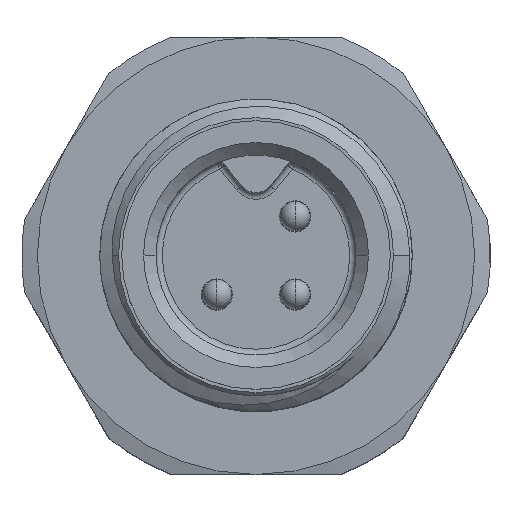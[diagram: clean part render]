
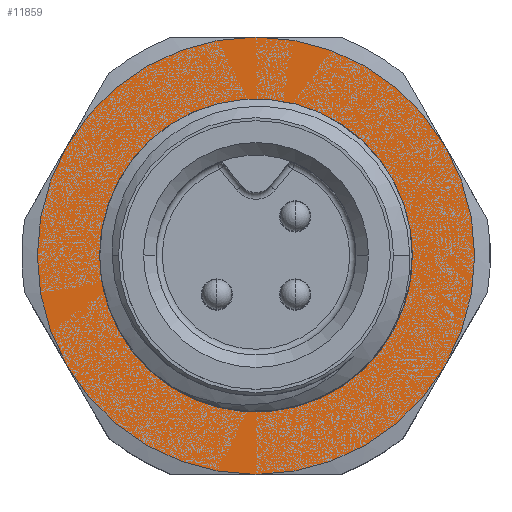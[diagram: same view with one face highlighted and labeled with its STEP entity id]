
A CAD part, top view. The second image highlights one B-rep face of the part: STEP entity #11859.
In plain terms, the highlighted planar face has unit normal (0, 0, 1).
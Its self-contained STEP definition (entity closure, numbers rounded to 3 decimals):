
#11311=CARTESIAN_POINT('',(0.401,2.193,-6.));
#11312=CARTESIAN_POINT('',(0.357,2.204,-6.));
#11313=CARTESIAN_POINT('',(0.269,2.223,-6.));
#11314=CARTESIAN_POINT('',(0.135,2.244,-6.));
#11315=CARTESIAN_POINT('',(0.045,2.252,-6.));
#11316=CARTESIAN_POINT('',(0.,2.255,-6.));
#11318=DIRECTION('',(0.,-1.,0.));
#11319=VECTOR('',#11318,0.025);
#11320=CARTESIAN_POINT('',(0.,2.255,-6.));
#11321=LINE('',#11320,#11319);
#11322=CARTESIAN_POINT('',(0.,0.,-6.));
#11323=DIRECTION('',(0.,0.,1.));
#11324=DIRECTION('',(0.,1.,0.));
#11325=AXIS2_PLACEMENT_3D('',#11322,#11323,#11324);
#11327=CARTESIAN_POINT('',(0.,0.,-6.));
#11328=DIRECTION('',(0.,0.,1.));
#11329=DIRECTION('',(0.,-1.,0.));
#11330=AXIS2_PLACEMENT_3D('',#11327,#11328,#11329);
#11332=CARTESIAN_POINT('',(0.,0.,-6.));
#11333=DIRECTION('',(0.,0.,1.));
#11334=DIRECTION('',(0.,1.,0.));
#11335=AXIS2_PLACEMENT_3D('',#11332,#11333,#11334);
#11337=CARTESIAN_POINT('',(0.,0.,-6.));
#11338=DIRECTION('',(0.,0.,1.));
#11339=DIRECTION('',(0.866,0.5,0.));
#11340=AXIS2_PLACEMENT_3D('',#11337,#11338,#11339);
#11342=CARTESIAN_POINT('',(0.,0.,-6.));
#11343=DIRECTION('',(0.,0.,1.));
#11344=DIRECTION('',(0.866,-0.5,0.));
#11345=AXIS2_PLACEMENT_3D('',#11342,#11343,#11344);
#11347=CARTESIAN_POINT('',(0.,0.,-6.));
#11348=DIRECTION('',(0.,0.,1.));
#11349=DIRECTION('',(0.,-1.,0.));
#11350=AXIS2_PLACEMENT_3D('',#11347,#11348,#11349);
#11352=CARTESIAN_POINT('',(0.,0.,-6.));
#11353=DIRECTION('',(0.,0.,1.));
#11354=DIRECTION('',(-0.866,-0.5,0.));
#11355=AXIS2_PLACEMENT_3D('',#11352,#11353,#11354);
#11357=CARTESIAN_POINT('',(0.,0.,-6.));
#11358=DIRECTION('',(0.,0.,1.));
#11359=DIRECTION('',(-0.866,0.5,0.));
#11360=AXIS2_PLACEMENT_3D('',#11357,#11358,#11359);
#11494=VERTEX_POINT('',#11316);
#11495=VERTEX_POINT('',#11311);
#11496=CARTESIAN_POINT('',(0.,2.23,-6.));
#11497=VERTEX_POINT('',#11496);
#11498=CARTESIAN_POINT('',(0.,3.5,-6.));
#11499=CARTESIAN_POINT('',(-3.031,1.75,-6.));
#11500=VERTEX_POINT('',#11498);
#11501=VERTEX_POINT('',#11499);
#11502=CARTESIAN_POINT('',(-3.031,-1.75,-6.));
#11503=VERTEX_POINT('',#11502);
#11504=CARTESIAN_POINT('',(0.,-3.5,-6.));
#11505=VERTEX_POINT('',#11504);
#11506=CARTESIAN_POINT('',(3.031,-1.75,-6.));
#11507=VERTEX_POINT('',#11506);
#11508=CARTESIAN_POINT('',(3.031,1.75,-6.));
#11509=VERTEX_POINT('',#11508);
#11558=CARTESIAN_POINT('',(0.,-2.23,-6.));
#11559=VERTEX_POINT('',#11558);
#11836=CARTESIAN_POINT('',(0.,0.,-6.));
#11837=DIRECTION('',(0.,0.,1.));
#11838=DIRECTION('',(0.,1.,0.));
#11839=AXIS2_PLACEMENT_3D('',#11836,#11837,#11838);
#11840=PLANE('',#11839);
#11841=ORIENTED_EDGE('',*,*,#11773,.F.);
#11842=ORIENTED_EDGE('',*,*,#11739,.F.);
#11843=ORIENTED_EDGE('',*,*,#11705,.F.);
#11844=ORIENTED_EDGE('',*,*,#11671,.F.);
#11845=ORIENTED_EDGE('',*,*,#11638,.F.);
#11846=ORIENTED_EDGE('',*,*,#11831,.F.);
#11847=EDGE_LOOP('',(#11841,#11842,#11843,#11844,#11845,#11846));
#11848=FACE_OUTER_BOUND('',#11847,.F.);
#11850=ORIENTED_EDGE('',*,*,#11849,.T.);
#11852=ORIENTED_EDGE('',*,*,#11851,.T.);
#11854=ORIENTED_EDGE('',*,*,#11853,.T.);
#11856=ORIENTED_EDGE('',*,*,#11855,.T.);
#11857=EDGE_LOOP('',(#11850,#11852,#11854,#11856));
#11858=FACE_BOUND('',#11857,.F.);
#11317=B_SPLINE_CURVE_WITH_KNOTS('',3,(#11311,#11312,#11313,#11314,#11315,
#11316),.UNSPECIFIED.,.F.,.F.,(4,1,1,4),(0.,0.333,
0.667,1.),.UNSPECIFIED.);
#11326=CIRCLE('',#11325,2.23);
#11331=CIRCLE('',#11330,2.23);
#11336=CIRCLE('',#11335,3.5);
#11341=CIRCLE('',#11340,3.5);
#11346=CIRCLE('',#11345,3.5);
#11351=CIRCLE('',#11350,3.5);
#11356=CIRCLE('',#11355,3.5);
#11361=CIRCLE('',#11360,3.5);
#11638=EDGE_CURVE('',#11503,#11505,#11356,.T.);
#11671=EDGE_CURVE('',#11505,#11507,#11351,.T.);
#11705=EDGE_CURVE('',#11507,#11509,#11346,.T.);
#11739=EDGE_CURVE('',#11509,#11500,#11341,.T.);
#11773=EDGE_CURVE('',#11500,#11501,#11336,.T.);
#11831=EDGE_CURVE('',#11501,#11503,#11361,.T.);
#11849=EDGE_CURVE('',#11495,#11494,#11317,.T.);
#11851=EDGE_CURVE('',#11494,#11497,#11321,.T.);
#11853=EDGE_CURVE('',#11497,#11559,#11326,.T.);
#11855=EDGE_CURVE('',#11559,#11495,#11331,.T.);
#11859=ADVANCED_FACE('',(#11848,#11858),#11840,.T.);
